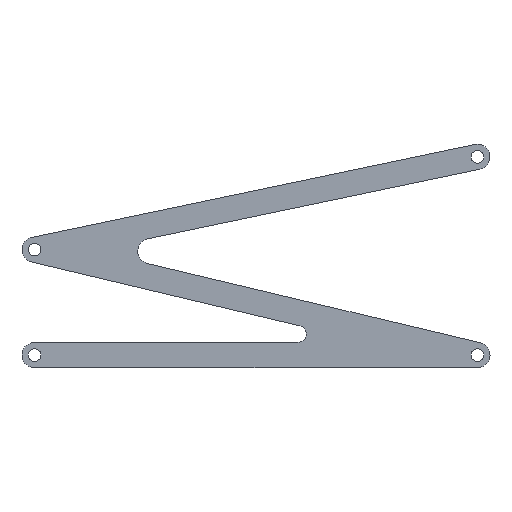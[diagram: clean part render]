
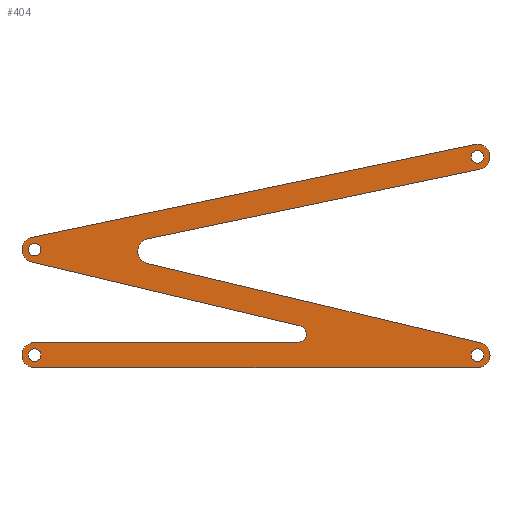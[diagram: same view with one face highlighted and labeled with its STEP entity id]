
A CAD part, front view. The second image highlights one B-rep face of the part: STEP entity #404.
In plain terms, the highlighted planar face has unit normal (0, -1, 0).
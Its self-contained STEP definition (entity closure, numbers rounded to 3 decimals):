
#1=CARTESIAN_POINT('',(-525.,0.,0.));
#2=DIRECTION('',(0.,-1.,0.));
#3=DIRECTION('',(1.,0.,0.));
#4=AXIS2_PLACEMENT_3D('',#1,#2,#3);
#6=CARTESIAN_POINT('',(-525.,0.,0.));
#7=DIRECTION('',(0.,-1.,0.));
#8=DIRECTION('',(-1.,0.,0.));
#9=AXIS2_PLACEMENT_3D('',#6,#7,#8);
#11=CARTESIAN_POINT('',(0.,0.,0.));
#12=DIRECTION('',(0.,-1.,0.));
#13=DIRECTION('',(1.,0.,0.));
#14=AXIS2_PLACEMENT_3D('',#11,#12,#13);
#16=CARTESIAN_POINT('',(0.,0.,0.));
#17=DIRECTION('',(0.,-1.,0.));
#18=DIRECTION('',(-1.,0.,0.));
#19=AXIS2_PLACEMENT_3D('',#16,#17,#18);
#21=CARTESIAN_POINT('',(0.,0.,235.));
#22=DIRECTION('',(0.,-1.,0.));
#23=DIRECTION('',(1.,0.,0.));
#24=AXIS2_PLACEMENT_3D('',#21,#22,#23);
#26=CARTESIAN_POINT('',(0.,0.,235.));
#27=DIRECTION('',(0.,-1.,0.));
#28=DIRECTION('',(-1.,0.,0.));
#29=AXIS2_PLACEMENT_3D('',#26,#27,#28);
#31=CARTESIAN_POINT('',(-525.,0.,125.));
#32=DIRECTION('',(0.,-1.,0.));
#33=DIRECTION('',(1.,0.,0.));
#34=AXIS2_PLACEMENT_3D('',#31,#32,#33);
#36=CARTESIAN_POINT('',(-525.,0.,125.));
#37=DIRECTION('',(0.,-1.,0.));
#38=DIRECTION('',(-1.,0.,0.));
#39=AXIS2_PLACEMENT_3D('',#36,#37,#38);
#41=CARTESIAN_POINT('',(-525.,0.,0.));
#42=DIRECTION('',(0.,1.,0.));
#43=DIRECTION('',(0.,0.,-1.));
#44=AXIS2_PLACEMENT_3D('',#41,#42,#43);
#46=DIRECTION('',(1.,0.,0.));
#47=VECTOR('',#46,312.065);
#48=CARTESIAN_POINT('',(-525.,0.,15.));
#49=LINE('',#48,#47);
#50=CARTESIAN_POINT('',(-212.935,0.,25.));
#51=DIRECTION('',(0.,-1.,0.));
#52=DIRECTION('',(0.,0.,-1.));
#53=AXIS2_PLACEMENT_3D('',#50,#51,#52);
#55=DIRECTION('',(-0.973,0.,0.232));
#56=VECTOR('',#55,326.741);
#57=CARTESIAN_POINT('',(-210.619,0.,34.728));
#58=LINE('',#57,#56);
#59=CARTESIAN_POINT('',(-525.,0.,125.));
#60=DIRECTION('',(0.,1.,0.));
#61=DIRECTION('',(-0.232,0.,-0.973));
#62=AXIS2_PLACEMENT_3D('',#59,#60,#61);
#64=DIRECTION('',(0.979,0.,0.205));
#65=VECTOR('',#64,536.4);
#66=CARTESIAN_POINT('',(-528.076,0.,139.681));
#67=LINE('',#66,#65);
#68=CARTESIAN_POINT('',(0.,0.,235.));
#69=DIRECTION('',(0.,1.,0.));
#70=DIRECTION('',(-0.205,0.,0.979));
#71=AXIS2_PLACEMENT_3D('',#68,#69,#70);
#73=DIRECTION('',(-0.979,0.,-0.205));
#74=VECTOR('',#73,402.331);
#75=CARTESIAN_POINT('',(3.076,0.,220.319));
#76=LINE('',#75,#74);
#77=CARTESIAN_POINT('',(-387.629,0.,123.131));
#78=DIRECTION('',(0.,-1.,0.));
#79=DIRECTION('',(-0.205,0.,0.979));
#80=AXIS2_PLACEMENT_3D('',#77,#78,#79);
#82=DIRECTION('',(0.973,0.,-0.232));
#83=VECTOR('',#82,405.607);
#84=CARTESIAN_POINT('',(-391.103,0.,108.539));
#85=LINE('',#84,#83);
#86=CARTESIAN_POINT('',(0.,0.,0.));
#87=DIRECTION('',(0.,1.,0.));
#88=DIRECTION('',(0.232,0.,0.973));
#89=AXIS2_PLACEMENT_3D('',#86,#87,#88);
#91=DIRECTION('',(-1.,0.,0.));
#92=VECTOR('',#91,525.);
#93=CARTESIAN_POINT('',(0.,0.,-15.));
#94=LINE('',#93,#92);
#269=CARTESIAN_POINT('',(-525.,0.,-15.));
#270=CARTESIAN_POINT('',(-525.,0.,15.));
#271=VERTEX_POINT('',#269);
#272=VERTEX_POINT('',#270);
#273=CARTESIAN_POINT('',(-212.935,0.,15.));
#274=VERTEX_POINT('',#273);
#275=CARTESIAN_POINT('',(-210.619,0.,34.728));
#276=CARTESIAN_POINT('',(-528.474,0.,110.408));
#277=VERTEX_POINT('',#275);
#278=VERTEX_POINT('',#276);
#279=CARTESIAN_POINT('',(-528.076,0.,139.681));
#280=VERTEX_POINT('',#279);
#281=CARTESIAN_POINT('',(-391.103,0.,108.539));
#282=CARTESIAN_POINT('',(3.474,0.,14.592));
#283=VERTEX_POINT('',#281);
#284=VERTEX_POINT('',#282);
#285=CARTESIAN_POINT('',(0.,0.,-15.));
#286=VERTEX_POINT('',#285);
#305=CARTESIAN_POINT('',(-3.076,0.,249.681));
#306=VERTEX_POINT('',#305);
#307=CARTESIAN_POINT('',(3.076,0.,220.319));
#308=VERTEX_POINT('',#307);
#309=CARTESIAN_POINT('',(-390.705,0.,137.812));
#310=VERTEX_POINT('',#309);
#317=CARTESIAN_POINT('',(-517.5,0.,0.));
#318=CARTESIAN_POINT('',(-532.5,0.,0.));
#319=VERTEX_POINT('',#317);
#320=VERTEX_POINT('',#318);
#321=CARTESIAN_POINT('',(7.5,0.,0.));
#322=CARTESIAN_POINT('',(-7.5,0.,0.));
#323=VERTEX_POINT('',#321);
#324=VERTEX_POINT('',#322);
#325=CARTESIAN_POINT('',(7.5,0.,235.));
#326=CARTESIAN_POINT('',(-7.5,0.,235.));
#327=VERTEX_POINT('',#325);
#328=VERTEX_POINT('',#326);
#329=CARTESIAN_POINT('',(-517.5,0.,125.));
#330=CARTESIAN_POINT('',(-532.5,0.,125.));
#331=VERTEX_POINT('',#329);
#332=VERTEX_POINT('',#330);
#349=CARTESIAN_POINT('',(0.,0.,0.));
#350=DIRECTION('',(0.,1.,0.));
#351=DIRECTION('',(1.,0.,0.));
#352=AXIS2_PLACEMENT_3D('',#349,#350,#351);
#353=PLANE('',#352);
#355=ORIENTED_EDGE('',*,*,#354,.T.);
#357=ORIENTED_EDGE('',*,*,#356,.T.);
#359=ORIENTED_EDGE('',*,*,#358,.T.);
#361=ORIENTED_EDGE('',*,*,#360,.T.);
#363=ORIENTED_EDGE('',*,*,#362,.T.);
#365=ORIENTED_EDGE('',*,*,#364,.T.);
#367=ORIENTED_EDGE('',*,*,#366,.T.);
#369=ORIENTED_EDGE('',*,*,#368,.T.);
#371=ORIENTED_EDGE('',*,*,#370,.T.);
#373=ORIENTED_EDGE('',*,*,#372,.T.);
#375=ORIENTED_EDGE('',*,*,#374,.T.);
#377=ORIENTED_EDGE('',*,*,#376,.T.);
#378=EDGE_LOOP('',(#355,#357,#359,#361,#363,#365,#367,#369,#371,#373,#375,
#377));
#379=FACE_OUTER_BOUND('',#378,.F.);
#381=ORIENTED_EDGE('',*,*,#380,.T.);
#383=ORIENTED_EDGE('',*,*,#382,.T.);
#384=EDGE_LOOP('',(#381,#383));
#385=FACE_BOUND('',#384,.F.);
#387=ORIENTED_EDGE('',*,*,#386,.T.);
#389=ORIENTED_EDGE('',*,*,#388,.T.);
#390=EDGE_LOOP('',(#387,#389));
#391=FACE_BOUND('',#390,.F.);
#393=ORIENTED_EDGE('',*,*,#392,.T.);
#395=ORIENTED_EDGE('',*,*,#394,.T.);
#396=EDGE_LOOP('',(#393,#395));
#397=FACE_BOUND('',#396,.F.);
#399=ORIENTED_EDGE('',*,*,#398,.T.);
#401=ORIENTED_EDGE('',*,*,#400,.T.);
#402=EDGE_LOOP('',(#399,#401));
#403=FACE_BOUND('',#402,.F.);
#404=ADVANCED_FACE('',(#379,#385,#391,#397,#403),#353,.F.);
#5=CIRCLE('',#4,7.5);
#10=CIRCLE('',#9,7.5);
#15=CIRCLE('',#14,7.5);
#20=CIRCLE('',#19,7.5);
#25=CIRCLE('',#24,7.5);
#30=CIRCLE('',#29,7.5);
#35=CIRCLE('',#34,7.5);
#40=CIRCLE('',#39,7.5);
#45=CIRCLE('',#44,15.);
#54=CIRCLE('',#53,10.);
#63=CIRCLE('',#62,15.);
#72=CIRCLE('',#71,15.);
#81=CIRCLE('',#80,15.);
#90=CIRCLE('',#89,15.);
#354=EDGE_CURVE('',#271,#272,#45,.T.);
#356=EDGE_CURVE('',#272,#274,#49,.T.);
#358=EDGE_CURVE('',#274,#277,#54,.T.);
#360=EDGE_CURVE('',#277,#278,#58,.T.);
#362=EDGE_CURVE('',#278,#280,#63,.T.);
#364=EDGE_CURVE('',#280,#306,#67,.T.);
#366=EDGE_CURVE('',#306,#308,#72,.T.);
#368=EDGE_CURVE('',#308,#310,#76,.T.);
#370=EDGE_CURVE('',#310,#283,#81,.T.);
#372=EDGE_CURVE('',#283,#284,#85,.T.);
#374=EDGE_CURVE('',#284,#286,#90,.T.);
#376=EDGE_CURVE('',#286,#271,#94,.T.);
#380=EDGE_CURVE('',#323,#324,#15,.T.);
#382=EDGE_CURVE('',#324,#323,#20,.T.);
#386=EDGE_CURVE('',#327,#328,#25,.T.);
#388=EDGE_CURVE('',#328,#327,#30,.T.);
#392=EDGE_CURVE('',#331,#332,#35,.T.);
#394=EDGE_CURVE('',#332,#331,#40,.T.);
#398=EDGE_CURVE('',#319,#320,#5,.T.);
#400=EDGE_CURVE('',#320,#319,#10,.T.);
